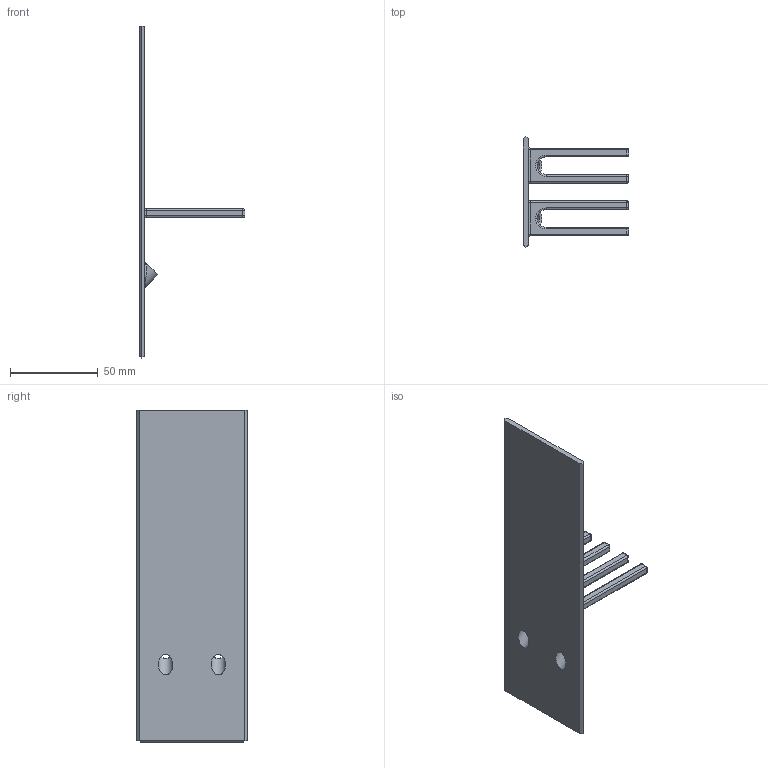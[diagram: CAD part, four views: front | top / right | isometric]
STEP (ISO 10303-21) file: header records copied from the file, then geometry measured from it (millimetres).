
FILE_DESCRIPTION(('HOOPS Exchange Step'),'2;1');
FILE_NAME('temp_export','2025-12-08T16:36:25-05:00',('haggertydl'),('Shapr3D Limited'),'HOOPS Exchange 2025.7','Shapr3D','Authorized');
FILE_SCHEMA( ('AP242_MANAGED_MODEL_BASED_3D_ENGINEERING_MIM_LF {1 0 10303 442 1 1 4}') );
Length unit declared in the file: millimetre
Products named in the file (2): Folder 06; root
Assembly tree (1 placements, depth 2):
  root
    Folder 06
Bounding box: 60 x 63 x 188.8 mm (x, y, z)
Volume: 40726.7 mm3; surface area: 29249.1 mm2
Topology: 1 solids, 1 shells, 114 faces, 265 edges, 140 vertices
Faces by surface type: cylinder 46, plane 30, torus 16, sphere 16, bspline 6
Full cylindrical faces by diameter (mm): 8.25 x2
Entity records: 5950 total; most frequent: CARTESIAN_POINT 3337, DIRECTION 597, ORIENTED_EDGE 498, EDGE_CURVE 249, AXIS2_PLACEMENT_3D 240, VERTEX_POINT 140, EDGE_LOOP 121, FACE_BOUND 121
